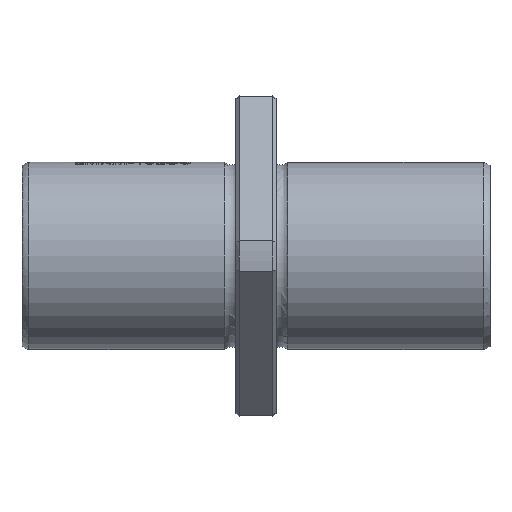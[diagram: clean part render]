
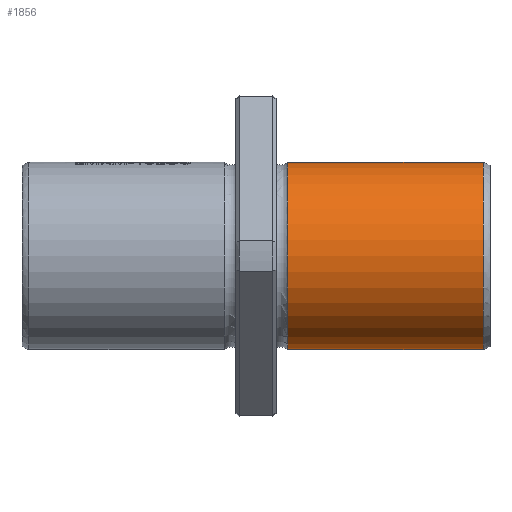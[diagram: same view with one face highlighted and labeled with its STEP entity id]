
A CAD part, front view. The second image highlights one B-rep face of the part: STEP entity #1856.
In plain terms, the highlighted cylindrical face has radius 14 mm (diameter 28 mm), a full revolution.
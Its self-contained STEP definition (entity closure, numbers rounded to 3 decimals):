
#577=FACE_BOUND('',#2730,.T.);
#578=FACE_BOUND('',#2731,.T.);
#1807=CYLINDRICAL_SURFACE('',#7808,14.);
#1856=ADVANCED_FACE('',(#577,#578),#1807,.T.);
#2730=EDGE_LOOP('',(#4104));
#2731=EDGE_LOOP('',(#4105));
#4104=ORIENTED_EDGE('',*,*,#6947,.T.);
#4105=ORIENTED_EDGE('',*,*,#6959,.F.);
#6203=VERTEX_POINT('',#11671);
#6214=VERTEX_POINT('',#11778);
#6947=EDGE_CURVE('',#6203,#6203,#7694,.T.);
#6959=EDGE_CURVE('',#6214,#6214,#7696,.T.);
#7694=CIRCLE('',#7799,14.);
#7696=CIRCLE('',#7807,14.);
#7799=AXIS2_PLACEMENT_3D('',#11670,#8474,#8475);
#7807=AXIS2_PLACEMENT_3D('',#11777,#8490,#8491);
#7808=AXIS2_PLACEMENT_3D('',#11779,#8492,#8493);
#8474=DIRECTION('',(-1.,0.,0.));
#8475=DIRECTION('',(0.,0.,1.));
#8490=DIRECTION('',(-1.,0.,0.));
#8491=DIRECTION('',(0.,0.,1.));
#8492=DIRECTION('',(1.,0.,0.));
#8493=DIRECTION('',(0.,0.,-1.));
#11670=CARTESIAN_POINT('',(36.999,0.,0.));
#11671=CARTESIAN_POINT('',(36.999,0.,14.));
#11777=CARTESIAN_POINT('',(7.72,0.,0.));
#11778=CARTESIAN_POINT('',(7.72,0.,14.));
#11779=CARTESIAN_POINT('',(7.72,0.,0.));
